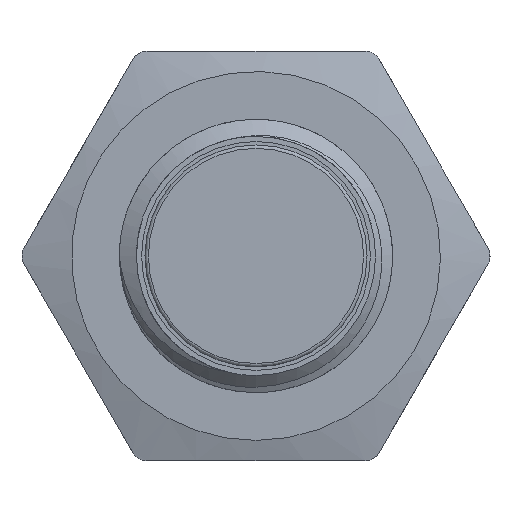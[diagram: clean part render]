
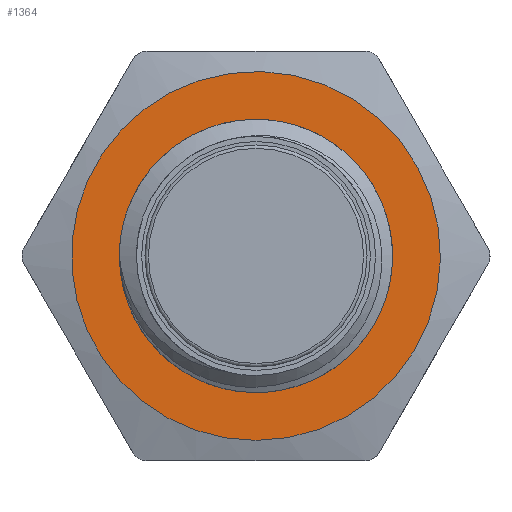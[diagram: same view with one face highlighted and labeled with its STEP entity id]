
A CAD part, front view. The second image highlights one B-rep face of the part: STEP entity #1364.
In plain terms, the highlighted planar face has unit normal (0, -1, 0).
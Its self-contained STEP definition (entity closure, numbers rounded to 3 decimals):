
#177=FACE_BOUND('',#2653,.T.);
#178=FACE_BOUND('',#2654,.T.);
#377=CIRCLE('',#10914,5.4);
#378=CIRCLE('',#10916,3.5);
#655=PLANE('',#10918);
#1364=ADVANCED_FACE('',(#177,#178),#655,.T.);
#2653=EDGE_LOOP('',(#5628));
#2654=EDGE_LOOP('',(#5629));
#5628=ORIENTED_EDGE('',*,*,#8468,.T.);
#5629=ORIENTED_EDGE('',*,*,#8467,.T.);
#7016=VERTEX_POINT('',#18459);
#7017=VERTEX_POINT('',#18462);
#8467=EDGE_CURVE('',#7016,#7016,#377,.T.);
#8468=EDGE_CURVE('',#7017,#7017,#378,.T.);
#10914=AXIS2_PLACEMENT_3D('',#18458,#13357,#13358);
#10916=AXIS2_PLACEMENT_3D('',#18461,#13361,#13362);
#10918=AXIS2_PLACEMENT_3D('',#18464,#13365,#13366);
#13357=DIRECTION('',(0.,-1.,0.));
#13358=DIRECTION('',(0.,0.,-1.));
#13361=DIRECTION('',(0.,1.,0.));
#13362=DIRECTION('',(0.,0.,1.));
#13365=DIRECTION('',(0.,-1.,0.));
#13366=DIRECTION('',(0.,0.,-1.));
#18458=CARTESIAN_POINT('',(0.,4.5,0.));
#18459=CARTESIAN_POINT('',(0.,4.5,-5.4));
#18461=CARTESIAN_POINT('',(0.,4.5,0.));
#18462=CARTESIAN_POINT('',(0.,4.5,3.5));
#18464=CARTESIAN_POINT('',(0.,4.5,0.));
